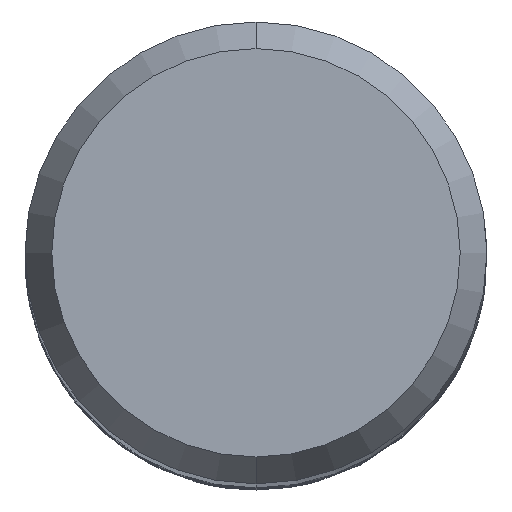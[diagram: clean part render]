
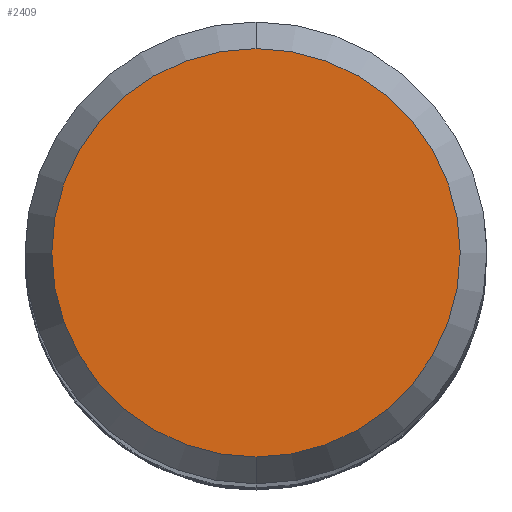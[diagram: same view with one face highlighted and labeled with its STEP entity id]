
A CAD part, top view. The second image highlights one B-rep face of the part: STEP entity #2409.
In plain terms, the highlighted planar face has unit normal (0, 0, 1).
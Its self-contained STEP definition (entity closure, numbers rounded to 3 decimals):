
#1263=EDGE_CURVE('',#1535,#1545,#3104,.T.);
#1535=VERTEX_POINT('',#3399);
#1545=VERTEX_POINT('',#3409);
#1797=EDGE_CURVE('',#1545,#1535,#3688,.T.);
#2409=ADVANCED_FACE('',(#4348),#4349,.T.);
#3104=CIRCLE('',#8785,3.538);
#3399=CARTESIAN_POINT('',(0.,-3.538,0.0));
#3409=CARTESIAN_POINT('',(0.0,3.538,0.0));
#3688=CIRCLE('',#14982,3.538);
#4348=FACE_OUTER_BOUND('',#19705,.T.);
#4349=PLANE('',#19706);
#8785=AXIS2_PLACEMENT_3D('',#23076,#23077,#23078);
#14982=AXIS2_PLACEMENT_3D('',#23726,#23727,#23728);
#19705=EDGE_LOOP('',(#24351,#24352));
#19706=AXIS2_PLACEMENT_3D('',#24353,#24354,#24355);
#23076=CARTESIAN_POINT('',(0.0,0.0,0.0));
#23077=DIRECTION('',(0.0,0.0,-1.0));
#23078=DIRECTION('',(0.0,1.0,0.0));
#23726=CARTESIAN_POINT('',(0.0,0.0,0.0));
#23727=DIRECTION('',(0.0,0.0,-1.0));
#23728=DIRECTION('',(0.0,1.0,0.0));
#24351=ORIENTED_EDGE('',*,*,#1797,.F.);
#24352=ORIENTED_EDGE('',*,*,#1263,.F.);
#24353=CARTESIAN_POINT('',(0.0,1.769,0.0));
#24354=DIRECTION('',(-0.0,0.0,1.0));
#24355=DIRECTION('',(0.0,-1.0,0.0));
